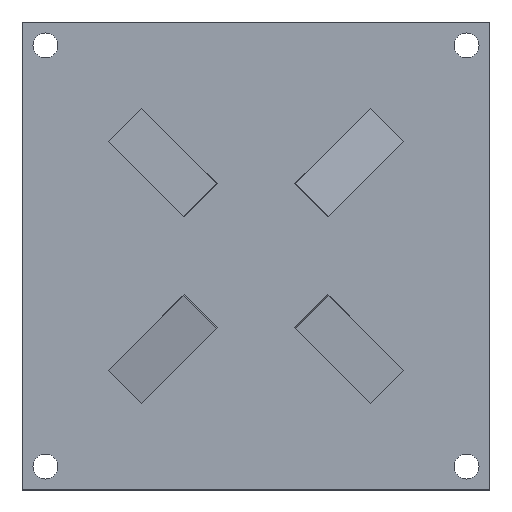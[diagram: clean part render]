
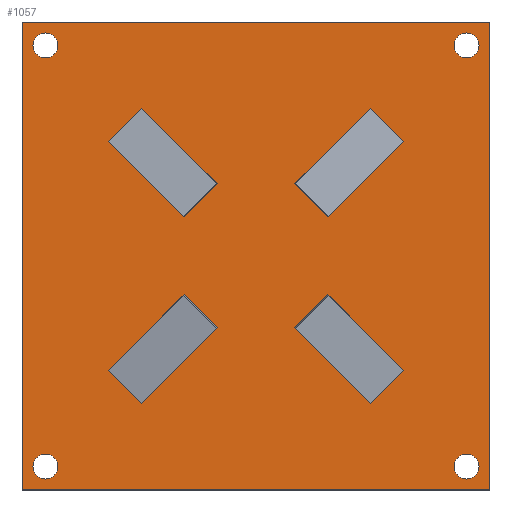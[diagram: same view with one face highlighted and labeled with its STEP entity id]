
A CAD part, top view. The second image highlights one B-rep face of the part: STEP entity #1057.
In plain terms, the highlighted planar face has unit normal (0, 0, 1).
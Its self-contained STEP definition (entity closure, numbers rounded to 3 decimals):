
#33=FACE_BOUND('',#174,.T.);
#34=FACE_BOUND('',#175,.T.);
#35=FACE_BOUND('',#176,.T.);
#36=FACE_BOUND('',#177,.T.);
#45=PLANE('',#1150);
#109=FACE_OUTER_BOUND('',#173,.T.);
#173=EDGE_LOOP('',(#789,#790,#791,#792));
#174=EDGE_LOOP('',(#793));
#175=EDGE_LOOP('',(#794));
#176=EDGE_LOOP('',(#795));
#177=EDGE_LOOP('',(#796));
#243=LINE('',#1520,#379);
#246=LINE('',#1526,#382);
#249=LINE('',#1532,#385);
#252=LINE('',#1536,#388);
#379=VECTOR('',#1240,10.);
#382=VECTOR('',#1245,10.);
#385=VECTOR('',#1250,10.);
#388=VECTOR('',#1255,10.);
#509=CIRCLE('',#1135,1.6);
#511=CIRCLE('',#1138,1.6);
#513=CIRCLE('',#1141,1.6);
#515=CIRCLE('',#1144,1.6);
#517=VERTEX_POINT('',#1490);
#519=VERTEX_POINT('',#1496);
#521=VERTEX_POINT('',#1502);
#523=VERTEX_POINT('',#1508);
#527=VERTEX_POINT('',#1517);
#528=VERTEX_POINT('',#1519);
#530=VERTEX_POINT('',#1525);
#532=VERTEX_POINT('',#1531);
#613=EDGE_CURVE('',#517,#517,#509,.T.);
#616=EDGE_CURVE('',#519,#519,#511,.T.);
#619=EDGE_CURVE('',#521,#521,#513,.T.);
#622=EDGE_CURVE('',#523,#523,#515,.T.);
#627=EDGE_CURVE('',#528,#527,#243,.T.);
#630=EDGE_CURVE('',#530,#528,#246,.T.);
#633=EDGE_CURVE('',#532,#530,#249,.T.);
#636=EDGE_CURVE('',#527,#532,#252,.T.);
#789=ORIENTED_EDGE('',*,*,#636,.T.);
#790=ORIENTED_EDGE('',*,*,#633,.T.);
#791=ORIENTED_EDGE('',*,*,#630,.T.);
#792=ORIENTED_EDGE('',*,*,#627,.T.);
#793=ORIENTED_EDGE('',*,*,#622,.T.);
#794=ORIENTED_EDGE('',*,*,#619,.T.);
#795=ORIENTED_EDGE('',*,*,#616,.T.);
#796=ORIENTED_EDGE('',*,*,#613,.T.);
#1057=ADVANCED_FACE('',(#109,#33,#34,#35,#36),#45,.T.);
#1135=AXIS2_PLACEMENT_3D('',#1491,#1210,#1211);
#1138=AXIS2_PLACEMENT_3D('',#1497,#1217,#1218);
#1141=AXIS2_PLACEMENT_3D('',#1503,#1224,#1225);
#1144=AXIS2_PLACEMENT_3D('',#1509,#1231,#1232);
#1150=AXIS2_PLACEMENT_3D('',#1537,#1256,#1257);
#1210=DIRECTION('center_axis',(0.,0.,-1.));
#1211=DIRECTION('ref_axis',(1.,0.,0.));
#1217=DIRECTION('center_axis',(0.,0.,-1.));
#1218=DIRECTION('ref_axis',(1.,0.,0.));
#1224=DIRECTION('center_axis',(0.,0.,-1.));
#1225=DIRECTION('ref_axis',(1.,0.,0.));
#1231=DIRECTION('center_axis',(0.,0.,-1.));
#1232=DIRECTION('ref_axis',(1.,0.,0.));
#1240=DIRECTION('',(-1.,0.,0.));
#1245=DIRECTION('',(0.,1.,0.));
#1250=DIRECTION('',(1.,0.,0.));
#1255=DIRECTION('',(0.,-1.,0.));
#1256=DIRECTION('center_axis',(0.,0.,1.));
#1257=DIRECTION('ref_axis',(1.,0.,0.));
#1490=CARTESIAN_POINT('',(25.4,-27.,1.6));
#1491=CARTESIAN_POINT('Origin',(27.,-27.,1.6));
#1496=CARTESIAN_POINT('',(-28.6,-27.,1.6));
#1497=CARTESIAN_POINT('Origin',(-27.,-27.,1.6));
#1502=CARTESIAN_POINT('',(-28.6,27.,1.6));
#1503=CARTESIAN_POINT('Origin',(-27.,27.,1.6));
#1508=CARTESIAN_POINT('',(25.4,27.,1.6));
#1509=CARTESIAN_POINT('Origin',(27.,27.,1.6));
#1517=CARTESIAN_POINT('',(-30.,30.,1.6));
#1519=CARTESIAN_POINT('',(30.,30.,1.6));
#1520=CARTESIAN_POINT('',(30.,30.,1.6));
#1525=CARTESIAN_POINT('',(30.,-30.,1.6));
#1526=CARTESIAN_POINT('',(30.,-30.,1.6));
#1531=CARTESIAN_POINT('',(-30.,-30.,1.6));
#1532=CARTESIAN_POINT('',(-30.,-30.,1.6));
#1536=CARTESIAN_POINT('',(-30.,30.,1.6));
#1537=CARTESIAN_POINT('Origin',(0.,0.,1.6));
